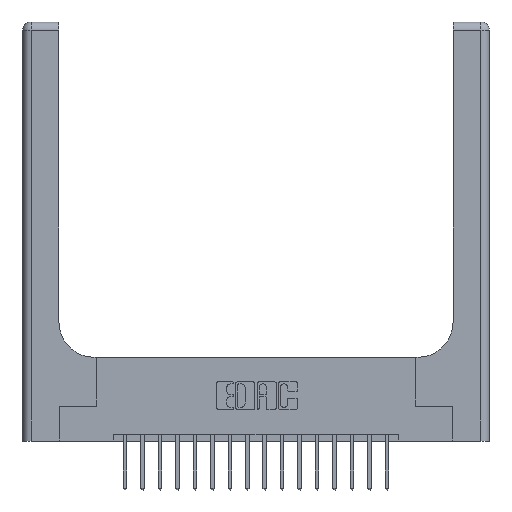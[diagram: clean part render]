
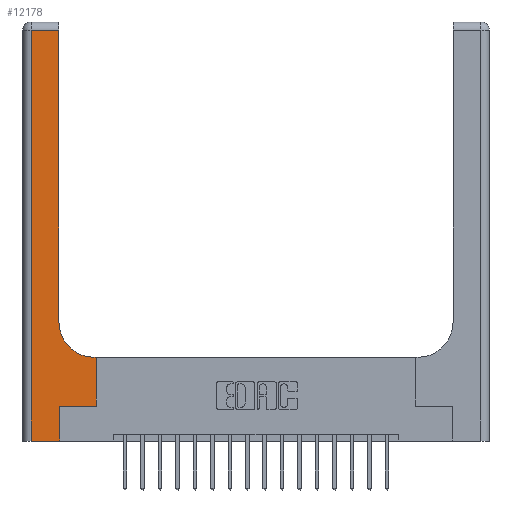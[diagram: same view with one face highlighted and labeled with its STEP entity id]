
A CAD part, top view. The second image highlights one B-rep face of the part: STEP entity #12178.
In plain terms, the highlighted planar face has unit normal (0, 0, 1).
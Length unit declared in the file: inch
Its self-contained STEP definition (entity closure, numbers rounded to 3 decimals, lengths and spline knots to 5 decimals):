
#204 = EDGE_CURVE ( 'NONE', #10362, #14035, #3360, .T. ) ;
#354 = LINE ( 'NONE', #3422, #18153 ) ;
#1207 = VERTEX_POINT ( 'NONE', #11136 ) ;
#1213 = ORIENTED_EDGE ( 'NONE', *, *, #19291, .T. ) ;
#1384 = CARTESIAN_POINT ( 'NONE',  ( 0.528, 0.25, 0.37 ) ) ;
#1497 = ORIENTED_EDGE ( 'NONE', *, *, #13463, .T. ) ;
#1731 = CARTESIAN_POINT ( 'NONE',  ( 0.06, 3., 0.37 ) ) ;
#1851 = ORIENTED_EDGE ( 'NONE', *, *, #16689, .T. ) ;
#1930 = DIRECTION ( 'NONE',  ( 0., 1., 0. ) ) ;
#2341 = LINE ( 'NONE', #14432, #3382 ) ;
#2517 = LINE ( 'NONE', #6787, #15795 ) ;
#2957 = CARTESIAN_POINT ( 'NONE',  ( 0., 2.94, 0.37 ) ) ;
#3083 = CARTESIAN_POINT ( 'NONE',  ( 0.528, 0.25, 0.37 ) ) ;
#3091 = VERTEX_POINT ( 'NONE', #19140 ) ;
#3296 = CIRCLE ( 'NONE', #15320, 0.25 ) ;
#3360 = LINE ( 'NONE', #10912, #4146 ) ;
#3382 = VECTOR ( 'NONE', #13063, 39.37008 ) ;
#3422 = CARTESIAN_POINT ( 'NONE',  ( 0.26, 3., 0.37 ) ) ;
#3953 = CARTESIAN_POINT ( 'NONE',  ( 0., 3., 0.37 ) ) ;
#4048 = DIRECTION ( 'NONE',  ( -1., 0., 0. ) ) ;
#4146 = VECTOR ( 'NONE', #10818, 39.37008 ) ;
#4443 = VERTEX_POINT ( 'NONE', #9624 ) ;
#4564 = LINE ( 'NONE', #3083, #11879 ) ;
#5020 = ORIENTED_EDGE ( 'NONE', *, *, #18413, .T. ) ;
#5162 = VERTEX_POINT ( 'NONE', #9927 ) ;
#5300 = DIRECTION ( 'NONE',  ( 0., 1., 0. ) ) ;
#6324 = CARTESIAN_POINT ( 'NONE',  ( 0.265, 0., 0.37 ) ) ;
#6500 = DIRECTION ( 'NONE',  ( 0., -1., 0. ) ) ;
#6759 = VERTEX_POINT ( 'NONE', #6324 ) ;
#6787 = CARTESIAN_POINT ( 'NONE',  ( 0.265, 0., 0.37 ) ) ;
#6805 = AXIS2_PLACEMENT_3D ( 'NONE', #3953, #13369, #4048 ) ;
#7475 = LINE ( 'NONE', #13620, #18099 ) ;
#7669 = CARTESIAN_POINT ( 'NONE',  ( 0.06, 0., 0.37 ) ) ;
#8239 = EDGE_LOOP ( 'NONE', ( #5020, #10993, #17702, #1497, #16392, #15722, #17638, #1851, #1213 ) ) ;
#8441 = CARTESIAN_POINT ( 'NONE',  ( 0.265, 0.25, 0.37 ) ) ;
#8914 = FACE_OUTER_BOUND ( 'NONE', #8239, .T. ) ;
#9023 = DIRECTION ( 'NONE',  ( -1., 0., 0. ) ) ;
#9151 = DIRECTION ( 'NONE',  ( 0., 1., 0. ) ) ;
#9482 = LINE ( 'NONE', #1731, #12075 ) ;
#9624 = CARTESIAN_POINT ( 'NONE',  ( 0.51, 0.6, 0.37 ) ) ;
#9927 = CARTESIAN_POINT ( 'NONE',  ( 0.06, 2.94, 0.37 ) ) ;
#10362 = VERTEX_POINT ( 'NONE', #8441 ) ;
#10519 = LINE ( 'NONE', #2957, #17548 ) ;
#10818 = DIRECTION ( 'NONE',  ( 1., 0., 0. ) ) ;
#10912 = CARTESIAN_POINT ( 'NONE',  ( 0.265, 0.25, 0.37 ) ) ;
#10993 = ORIENTED_EDGE ( 'NONE', *, *, #19489, .T. ) ;
#11136 = CARTESIAN_POINT ( 'NONE',  ( 0.528, 0.6, 0.37 ) ) ;
#11815 = CARTESIAN_POINT ( 'NONE',  ( 0.51, 0.85, 0.37 ) ) ;
#11879 = VECTOR ( 'NONE', #9151, 39.37008 ) ;
#12075 = VECTOR ( 'NONE', #6500, 39.37008 ) ;
#12178 = ADVANCED_FACE ( 'NONE', ( #8914 ), #14939, .F. ) ;
#13063 = DIRECTION ( 'NONE',  ( 1., 0., 0. ) ) ;
#13093 = DIRECTION ( 'NONE',  ( 0., 0., -1. ) ) ;
#13242 = CARTESIAN_POINT ( 'NONE',  ( 0.26, 2.94, 0.37 ) ) ;
#13287 = DIRECTION ( 'NONE',  ( 1., 0., 0. ) ) ;
#13369 = DIRECTION ( 'NONE',  ( 0., 0., -1. ) ) ;
#13463 = EDGE_CURVE ( 'NONE', #18742, #6759, #2341, .T. ) ;
#13620 = CARTESIAN_POINT ( 'NONE',  ( 0.26, 0.6, 0.37 ) ) ;
#13922 = EDGE_CURVE ( 'NONE', #6759, #10362, #2517, .T. ) ;
#14035 = VERTEX_POINT ( 'NONE', #1384 ) ;
#14432 = CARTESIAN_POINT ( 'NONE',  ( 0., 0., 0.37 ) ) ;
#14939 = PLANE ( 'NONE',  #6805 ) ;
#15051 = EDGE_CURVE ( 'NONE', #5162, #18742, #9482, .T. ) ;
#15320 = AXIS2_PLACEMENT_3D ( 'NONE', #11815, #13093, #13287 ) ;
#15722 = ORIENTED_EDGE ( 'NONE', *, *, #204, .T. ) ;
#15795 = VECTOR ( 'NONE', #5300, 39.37008 ) ;
#16392 = ORIENTED_EDGE ( 'NONE', *, *, #13922, .T. ) ;
#16689 = EDGE_CURVE ( 'NONE', #1207, #4443, #7475, .T. ) ;
#17548 = VECTOR ( 'NONE', #9023, 39.37008 ) ;
#17638 = ORIENTED_EDGE ( 'NONE', *, *, #19099, .T. ) ;
#17702 = ORIENTED_EDGE ( 'NONE', *, *, #15051, .T. ) ;
#18099 = VECTOR ( 'NONE', #18158, 39.37008 ) ;
#18153 = VECTOR ( 'NONE', #1930, 39.37008 ) ;
#18158 = DIRECTION ( 'NONE',  ( -1., 0., 0. ) ) ;
#18413 = EDGE_CURVE ( 'NONE', #3091, #18611, #354, .T. ) ;
#18611 = VERTEX_POINT ( 'NONE', #13242 ) ;
#18742 = VERTEX_POINT ( 'NONE', #7669 ) ;
#19099 = EDGE_CURVE ( 'NONE', #14035, #1207, #4564, .T. ) ;
#19140 = CARTESIAN_POINT ( 'NONE',  ( 0.26, 0.85, 0.37 ) ) ;
#19291 = EDGE_CURVE ( 'NONE', #4443, #3091, #3296, .T. ) ;
#19489 = EDGE_CURVE ( 'NONE', #18611, #5162, #10519, .T. ) ;
